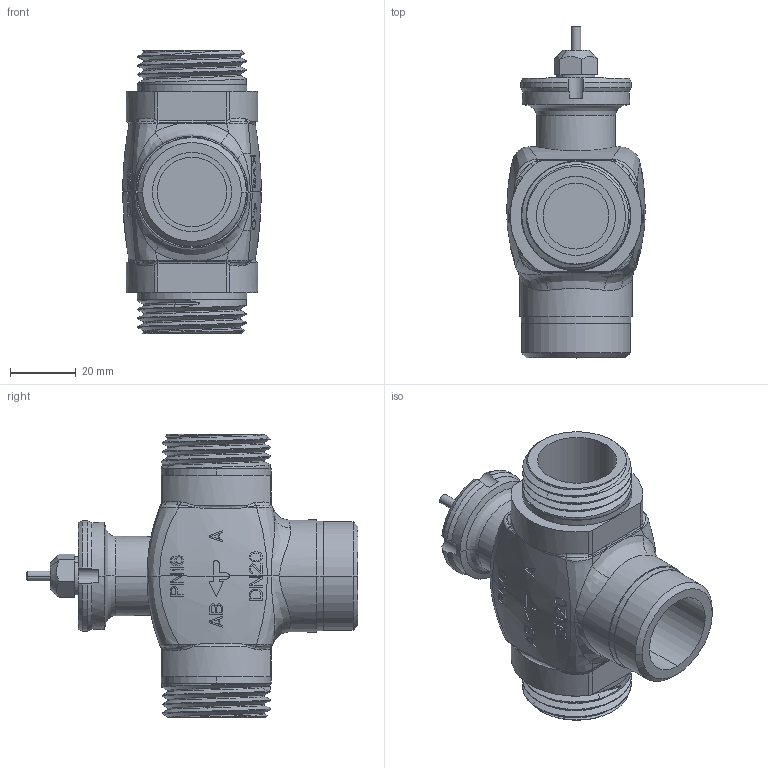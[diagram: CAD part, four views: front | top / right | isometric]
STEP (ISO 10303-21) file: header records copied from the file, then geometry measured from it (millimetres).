
FILE_DESCRIPTION((''),'2;1');
FILE_NAME('065F0020_ASM','2024-07-31T14:06:14',('U386487'),('Danfoss'),'CREO PARAMETRIC BY PTC INC, 2022124','CREO PARAMETRIC BY PTC INC, 2022124','');
FILE_SCHEMA(('CONFIG_CONTROL_DESIGN'));
Length unit declared in the file: millimetre
Products named in the file (8): 89034320; D3-STUFFINGBOXHOUSE_AF0; D3-OR_AF0; D3-GREASEBOX_AF0; D3-SPRINGRINGEXTERNAL_AF0; SPINDL_FI3; 065F0201_OLD_ASM; 065F0020_ASM
Assembly tree (7 placements, depth 3):
  065F0020_ASM
    89034320
    065F0201_OLD_ASM
      D3-STUFFINGBOXHOUSE_AF0
      D3-OR_AF0
      D3-GREASEBOX_AF0
      D3-SPRINGRINGEXTERNAL_AF0
      SPINDL_FI3
Bounding box: 42.06 x 100.7 x 86 mm (x, y, z)
Volume: 104506.3 mm3; surface area: 28410.7 mm2
Topology: 6 solids, 6 shells, 878 faces, 2313 edges, 1498 vertices
Faces by surface type: plane 568, bspline 139, cylinder 127, cone 28, torus 10, sphere 4, extrusion 2
Entity records: 37916 total; most frequent: CARTESIAN_POINT 18807, ORIENTED_EDGE 4618, DIRECTION 2866, EDGE_CURVE 2309, VERTEX_POINT 1498, B_SPLINE_CURVE_WITH_KNOTS 1277, AXIS2_PLACEMENT_3D 1073, EDGE_LOOP 939
